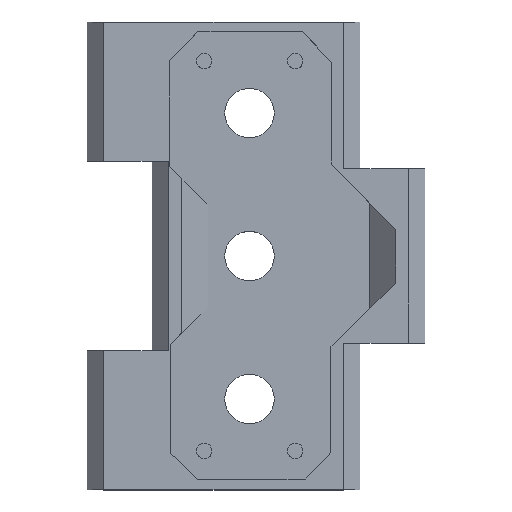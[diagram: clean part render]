
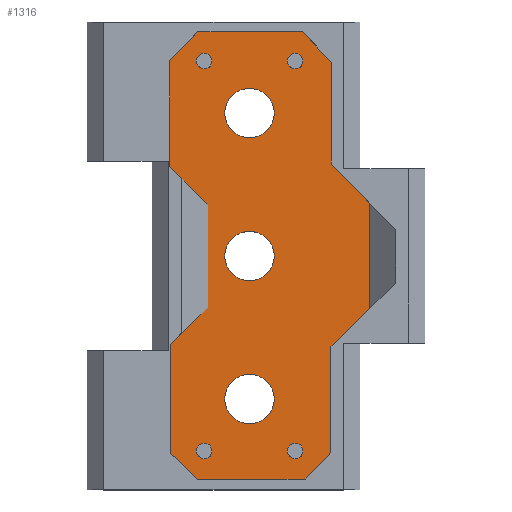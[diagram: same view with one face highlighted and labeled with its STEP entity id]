
A CAD part, top view. The second image highlights one B-rep face of the part: STEP entity #1316.
In plain terms, the highlighted planar face has unit normal (0, 0, 1).
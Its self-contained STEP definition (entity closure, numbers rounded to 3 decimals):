
#306 = VERTEX_POINT('',#307);
#307 = CARTESIAN_POINT('',(-4.695,-3.989,0.4));
#321 = VERTEX_POINT('',#322);
#322 = CARTESIAN_POINT('',(-7.594,-6.792,0.4));
#328 = EDGE_CURVE('',#321,#306,#329,.T.);
#329 = LINE('',#330,#331);
#330 = CARTESIAN_POINT('',(-7.594,-6.792,0.4));
#331 = VECTOR('',#332,1.);
#332 = DIRECTION('',(0.719,0.695,0.));
#367 = VERTEX_POINT('',#368);
#368 = CARTESIAN_POINT('',(-7.594,-15.172,0.4));
#374 = EDGE_CURVE('',#367,#321,#375,.T.);
#375 = LINE('',#376,#377);
#376 = CARTESIAN_POINT('',(-7.594,-15.172,0.4));
#377 = VECTOR('',#378,1.);
#378 = DIRECTION('',(0.,1.,0.));
#391 = VERTEX_POINT('',#392);
#392 = CARTESIAN_POINT('',(-4.695,3.857,0.4));
#398 = EDGE_CURVE('',#391,#399,#401,.T.);
#399 = VERTEX_POINT('',#400);
#400 = CARTESIAN_POINT('',(-7.617,6.883,0.4));
#401 = LINE('',#402,#403);
#402 = CARTESIAN_POINT('',(-4.695,3.857,0.4));
#403 = VECTOR('',#404,1.);
#404 = DIRECTION('',(-0.695,0.719,0.));
#423 = VERTEX_POINT('',#424);
#424 = CARTESIAN_POINT('',(-5.499,-17.163,0.4));
#430 = EDGE_CURVE('',#423,#367,#431,.T.);
#431 = LINE('',#432,#433);
#432 = CARTESIAN_POINT('',(-5.499,-17.163,0.4));
#433 = VECTOR('',#434,1.);
#434 = DIRECTION('',(-0.725,0.689,0.));
#447 = EDGE_CURVE('',#399,#448,#450,.T.);
#448 = VERTEX_POINT('',#449);
#449 = CARTESIAN_POINT('',(-7.617,15.019,0.4));
#450 = LINE('',#451,#452);
#451 = CARTESIAN_POINT('',(-7.617,6.883,0.4));
#452 = VECTOR('',#453,1.);
#453 = DIRECTION('',(0.,1.,0.));
#471 = VERTEX_POINT('',#472);
#472 = CARTESIAN_POINT('',(2.777,-17.163,0.4));
#478 = EDGE_CURVE('',#471,#423,#479,.T.);
#479 = LINE('',#480,#481);
#480 = CARTESIAN_POINT('',(2.777,-17.163,0.4));
#481 = VECTOR('',#482,1.);
#482 = DIRECTION('',(-1.,0.,0.));
#495 = EDGE_CURVE('',#448,#496,#498,.T.);
#496 = VERTEX_POINT('',#497);
#497 = CARTESIAN_POINT('',(-5.47,17.243,0.4));
#498 = LINE('',#499,#500);
#499 = CARTESIAN_POINT('',(-7.617,15.019,0.4));
#500 = VECTOR('',#501,1.);
#501 = DIRECTION('',(0.694,0.72,0.));
#519 = VERTEX_POINT('',#520);
#520 = CARTESIAN_POINT('',(4.77,-15.094,0.4));
#526 = EDGE_CURVE('',#519,#471,#527,.T.);
#527 = LINE('',#528,#529);
#528 = CARTESIAN_POINT('',(4.77,-15.094,0.4));
#529 = VECTOR('',#530,1.);
#530 = DIRECTION('',(-0.694,-0.72,0.));
#543 = EDGE_CURVE('',#496,#544,#546,.T.);
#544 = VERTEX_POINT('',#545);
#545 = CARTESIAN_POINT('',(2.596,17.243,0.4));
#546 = LINE('',#547,#548);
#547 = CARTESIAN_POINT('',(-5.47,17.243,0.4));
#548 = VECTOR('',#549,1.);
#549 = DIRECTION('',(1.,0.,0.));
#567 = VERTEX_POINT('',#568);
#568 = CARTESIAN_POINT('',(4.77,-6.99,0.4));
#574 = EDGE_CURVE('',#567,#519,#575,.T.);
#575 = LINE('',#576,#577);
#576 = CARTESIAN_POINT('',(4.77,-6.99,0.4));
#577 = VECTOR('',#578,1.);
#578 = DIRECTION('',(0.,-1.,0.));
#591 = EDGE_CURVE('',#544,#592,#594,.T.);
#592 = VERTEX_POINT('',#593);
#593 = CARTESIAN_POINT('',(4.794,14.91,0.4));
#594 = LINE('',#595,#596);
#595 = CARTESIAN_POINT('',(2.596,17.243,0.4));
#596 = VECTOR('',#597,1.);
#597 = DIRECTION('',(0.686,-0.728,0.));
#617 = VERTEX_POINT('',#618);
#618 = CARTESIAN_POINT('',(7.743,-4.067,0.4));
#624 = EDGE_CURVE('',#617,#567,#625,.T.);
#625 = LINE('',#626,#627);
#626 = CARTESIAN_POINT('',(7.743,-4.067,0.4));
#627 = VECTOR('',#628,1.);
#628 = DIRECTION('',(-0.713,-0.701,0.));
#648 = EDGE_CURVE('',#592,#649,#651,.T.);
#649 = VERTEX_POINT('',#650);
#650 = CARTESIAN_POINT('',(4.794,7.073,0.4));
#651 = LINE('',#652,#653);
#652 = CARTESIAN_POINT('',(4.794,14.91,0.4));
#653 = VECTOR('',#654,1.);
#654 = DIRECTION('',(0.,-1.,0.));
#674 = VERTEX_POINT('',#675);
#675 = CARTESIAN_POINT('',(7.743,4.073,0.4));
#690 = EDGE_CURVE('',#649,#674,#691,.T.);
#691 = LINE('',#692,#693);
#692 = CARTESIAN_POINT('',(4.794,7.073,0.4));
#693 = VECTOR('',#694,1.);
#694 = DIRECTION('',(0.701,-0.713,0.));
#1304 = EDGE_CURVE('',#306,#391,#1305,.T.);
#1305 = LINE('',#1306,#1307);
#1306 = CARTESIAN_POINT('',(-4.695,-3.989,0.4));
#1307 = VECTOR('',#1308,1.);
#1308 = DIRECTION('',(0.,1.,0.));
#1316 = ADVANCED_FACE('',(#1317,#1340,#1351,#1362,#1373,#1384,#1395,
    #1406),#1417,.F.);
#1317 = FACE_BOUND('',#1318,.F.);
#1318 = EDGE_LOOP('',(#1319,#1320,#1321,#1322,#1323,#1329,#1330,#1331,
    #1332,#1333,#1334,#1335,#1336,#1337,#1338,#1339));
#1319 = ORIENTED_EDGE('',*,*,#543,.T.);
#1320 = ORIENTED_EDGE('',*,*,#591,.T.);
#1321 = ORIENTED_EDGE('',*,*,#648,.T.);
#1322 = ORIENTED_EDGE('',*,*,#690,.T.);
#1323 = ORIENTED_EDGE('',*,*,#1324,.T.);
#1324 = EDGE_CURVE('',#674,#617,#1325,.T.);
#1325 = LINE('',#1326,#1327);
#1326 = CARTESIAN_POINT('',(7.743,4.073,0.4));
#1327 = VECTOR('',#1328,1.);
#1328 = DIRECTION('',(0.,-1.,0.));
#1329 = ORIENTED_EDGE('',*,*,#624,.T.);
#1330 = ORIENTED_EDGE('',*,*,#574,.T.);
#1331 = ORIENTED_EDGE('',*,*,#526,.T.);
#1332 = ORIENTED_EDGE('',*,*,#478,.T.);
#1333 = ORIENTED_EDGE('',*,*,#430,.T.);
#1334 = ORIENTED_EDGE('',*,*,#374,.T.);
#1335 = ORIENTED_EDGE('',*,*,#328,.T.);
#1336 = ORIENTED_EDGE('',*,*,#1304,.T.);
#1337 = ORIENTED_EDGE('',*,*,#398,.T.);
#1338 = ORIENTED_EDGE('',*,*,#447,.T.);
#1339 = ORIENTED_EDGE('',*,*,#495,.T.);
#1340 = FACE_BOUND('',#1341,.F.);
#1341 = EDGE_LOOP('',(#1342));
#1342 = ORIENTED_EDGE('',*,*,#1343,.T.);
#1343 = EDGE_CURVE('',#1344,#1344,#1346,.T.);
#1344 = VERTEX_POINT('',#1345);
#1345 = CARTESIAN_POINT('',(0.4,-11.,0.4));
#1346 = CIRCLE('',#1347,1.9);
#1347 = AXIS2_PLACEMENT_3D('',#1348,#1349,#1350);
#1348 = CARTESIAN_POINT('',(-1.5,-11.,0.4));
#1349 = DIRECTION('',(0.,0.,1.));
#1350 = DIRECTION('',(1.,0.,0.));
#1351 = FACE_BOUND('',#1352,.F.);
#1352 = EDGE_LOOP('',(#1353));
#1353 = ORIENTED_EDGE('',*,*,#1354,.T.);
#1354 = EDGE_CURVE('',#1355,#1355,#1357,.T.);
#1355 = VERTEX_POINT('',#1356);
#1356 = CARTESIAN_POINT('',(0.4,0.,0.4));
#1357 = CIRCLE('',#1358,1.9);
#1358 = AXIS2_PLACEMENT_3D('',#1359,#1360,#1361);
#1359 = CARTESIAN_POINT('',(-1.5,0.,0.4));
#1360 = DIRECTION('',(0.,0.,1.));
#1361 = DIRECTION('',(1.,0.,0.));
#1362 = FACE_BOUND('',#1363,.F.);
#1363 = EDGE_LOOP('',(#1364));
#1364 = ORIENTED_EDGE('',*,*,#1365,.T.);
#1365 = EDGE_CURVE('',#1366,#1366,#1368,.T.);
#1366 = VERTEX_POINT('',#1367);
#1367 = CARTESIAN_POINT('',(2.612,15.,0.4));
#1368 = CIRCLE('',#1369,0.6);
#1369 = AXIS2_PLACEMENT_3D('',#1370,#1371,#1372);
#1370 = CARTESIAN_POINT('',(2.012,15.,0.4));
#1371 = DIRECTION('',(0.,0.,1.));
#1372 = DIRECTION('',(1.,0.,0.));
#1373 = FACE_BOUND('',#1374,.F.);
#1374 = EDGE_LOOP('',(#1375));
#1375 = ORIENTED_EDGE('',*,*,#1376,.T.);
#1376 = EDGE_CURVE('',#1377,#1377,#1379,.T.);
#1377 = VERTEX_POINT('',#1378);
#1378 = CARTESIAN_POINT('',(0.4,11.,0.4));
#1379 = CIRCLE('',#1380,1.9);
#1380 = AXIS2_PLACEMENT_3D('',#1381,#1382,#1383);
#1381 = CARTESIAN_POINT('',(-1.5,11.,0.4));
#1382 = DIRECTION('',(0.,0.,1.));
#1383 = DIRECTION('',(1.,0.,0.));
#1384 = FACE_BOUND('',#1385,.F.);
#1385 = EDGE_LOOP('',(#1386));
#1386 = ORIENTED_EDGE('',*,*,#1387,.T.);
#1387 = EDGE_CURVE('',#1388,#1388,#1390,.T.);
#1388 = VERTEX_POINT('',#1389);
#1389 = CARTESIAN_POINT('',(-4.388,15.,0.4));
#1390 = CIRCLE('',#1391,0.6);
#1391 = AXIS2_PLACEMENT_3D('',#1392,#1393,#1394);
#1392 = CARTESIAN_POINT('',(-4.988,15.,0.4));
#1393 = DIRECTION('',(0.,0.,1.));
#1394 = DIRECTION('',(1.,0.,0.));
#1395 = FACE_BOUND('',#1396,.F.);
#1396 = EDGE_LOOP('',(#1397));
#1397 = ORIENTED_EDGE('',*,*,#1398,.T.);
#1398 = EDGE_CURVE('',#1399,#1399,#1401,.T.);
#1399 = VERTEX_POINT('',#1400);
#1400 = CARTESIAN_POINT('',(2.612,-15.,0.4));
#1401 = CIRCLE('',#1402,0.6);
#1402 = AXIS2_PLACEMENT_3D('',#1403,#1404,#1405);
#1403 = CARTESIAN_POINT('',(2.012,-15.,0.4));
#1404 = DIRECTION('',(0.,0.,1.));
#1405 = DIRECTION('',(1.,0.,0.));
#1406 = FACE_BOUND('',#1407,.F.);
#1407 = EDGE_LOOP('',(#1408));
#1408 = ORIENTED_EDGE('',*,*,#1409,.T.);
#1409 = EDGE_CURVE('',#1410,#1410,#1412,.T.);
#1410 = VERTEX_POINT('',#1411);
#1411 = CARTESIAN_POINT('',(-4.388,-15.,0.4));
#1412 = CIRCLE('',#1413,0.6);
#1413 = AXIS2_PLACEMENT_3D('',#1414,#1415,#1416);
#1414 = CARTESIAN_POINT('',(-4.988,-15.,0.4));
#1415 = DIRECTION('',(0.,0.,1.));
#1416 = DIRECTION('',(1.,0.,0.));
#1417 = PLANE('',#1418);
#1418 = AXIS2_PLACEMENT_3D('',#1419,#1420,#1421);
#1419 = CARTESIAN_POINT('',(-0.65,-0.002,0.4));
#1420 = DIRECTION('',(-0.,-0.,-1.));
#1421 = DIRECTION('',(-1.,0.,0.));
